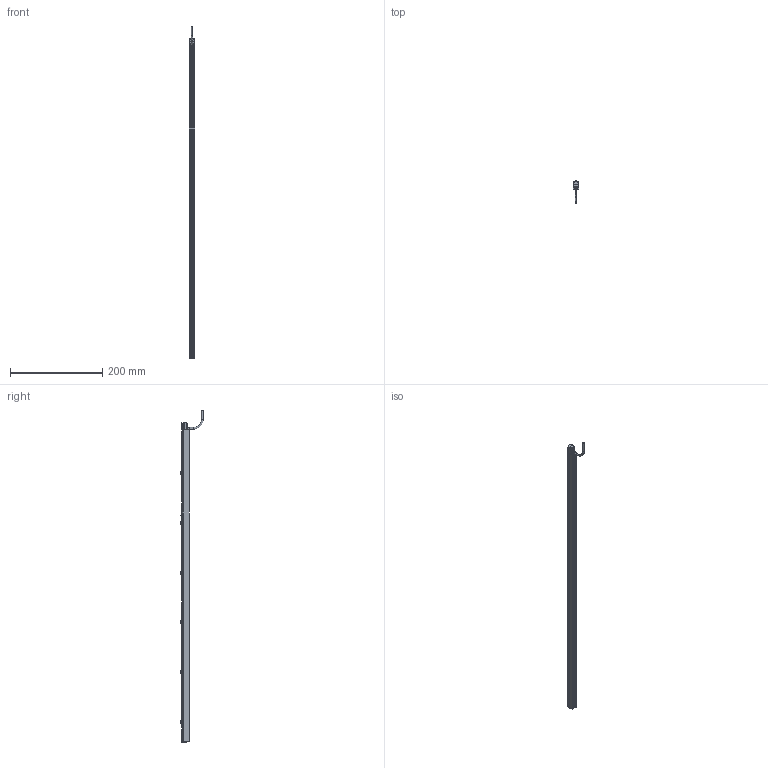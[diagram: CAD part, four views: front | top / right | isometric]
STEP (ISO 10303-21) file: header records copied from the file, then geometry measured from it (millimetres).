
FILE_DESCRIPTION((''),'2;1');
FILE_NAME('231474_SM01_ASM','2022-12-19T16:16:39',('PDMAdmin'),('BANNER ENGINEERING'),'CREO PARAMETRIC BY PTC INC, 2019292','CREO PARAMETRIC BY PTC INC, 2019292','');
FILE_SCHEMA(('CONFIG_CONTROL_DESIGN'));
Products named in the file (3): 231474_EP01; TTR_WEB_CABLE_SNUB; 231474_SM01_ASM
Assembly tree (2 placements, depth 2):
  231474_SM01_ASM
    231474_EP01
    TTR_WEB_CABLE_SNUB
Bounding box: 12 x 49.1 x 721.15 mm (x, y, z)
Volume: 112155.6 mm3; surface area: 51613.9 mm2
Topology: 2 solids, 2 shells, 1283 faces, 3450 edges, 2113 vertices
Faces by surface type: bspline 496, plane 360, cylinder 252, cone 83, sphere 30, torus 24, revolution 24, extrusion 14
Entity records: 87320 total; most frequent: CARTESIAN_POINT 60010, ORIENTED_EDGE 6848, DIRECTION 4054, EDGE_CURVE 3424, VERTEX_POINT 2113, B_SPLINE_CURVE_WITH_KNOTS 1671, AXIS2_PLACEMENT_3D 1471, EDGE_LOOP 1323
